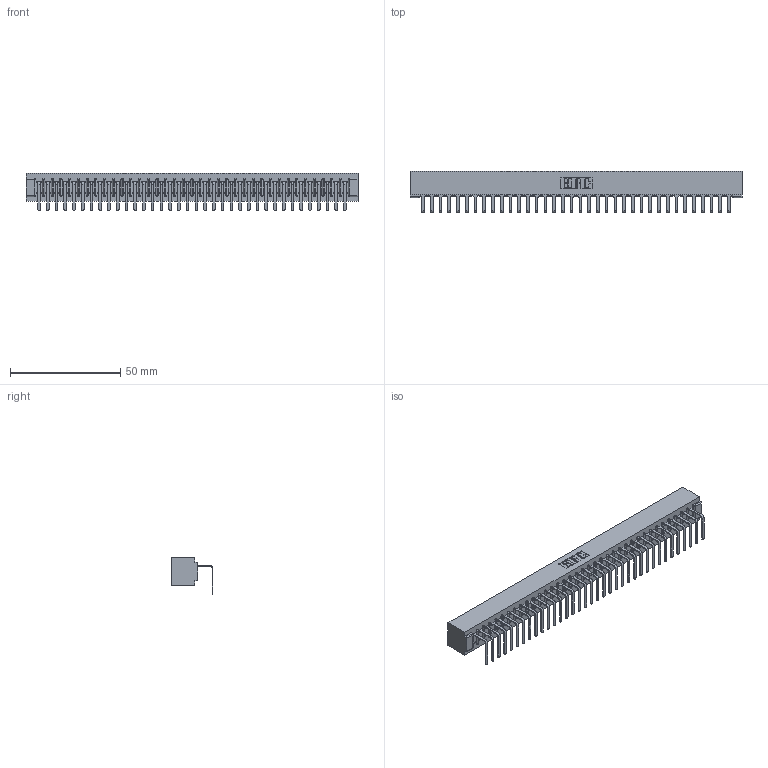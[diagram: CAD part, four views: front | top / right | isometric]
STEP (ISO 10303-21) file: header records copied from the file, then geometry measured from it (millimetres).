
FILE_DESCRIPTION (( 'STEP AP203' ), '1' );
FILE_NAME ('307-036-558-101.STEP', '2019-09-05T14:39:17', ( '' ), ( '' ), 'SwSTEP 2.0', 'SolidWorks 2016', '' );
FILE_SCHEMA (( 'CONFIG_CONTROL_DESIGN' ));
Length unit declared in the file: inch
Products named in the file (3): 307-036-558-101; 307 Part_No Mounting Lugs; 307-290-001_558 - 2 (Single)
Assembly tree (37 placements, depth 2):
  307-036-558-101
    307 Part_No Mounting Lugs
    307-290-001_558 - 2 (Single)  x36
Bounding box: 150.52 x 18.96 x 16.8 mm (x, y, z)
Volume: 16264.2 mm3; surface area: 18353.2 mm2
Topology: 37 solids, 37 shells, 2307 faces, 6563 edges, 4226 vertices
Faces by surface type: plane 1470, cylinder 763, sphere 74
Entity records: 31428 total; most frequent: CARTESIAN_POINT 5292, ORIENTED_EDGE 5278, DIRECTION 5149, EDGE_CURVE 2639, VECTOR 2023, LINE 2023, VERTEX_POINT 1706, AXIS2_PLACEMENT_3D 1563
